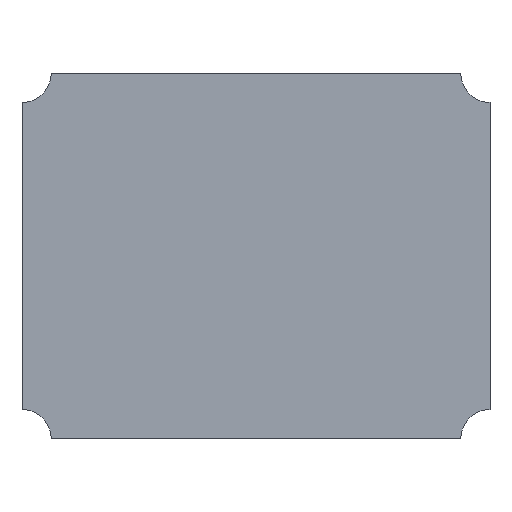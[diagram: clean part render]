
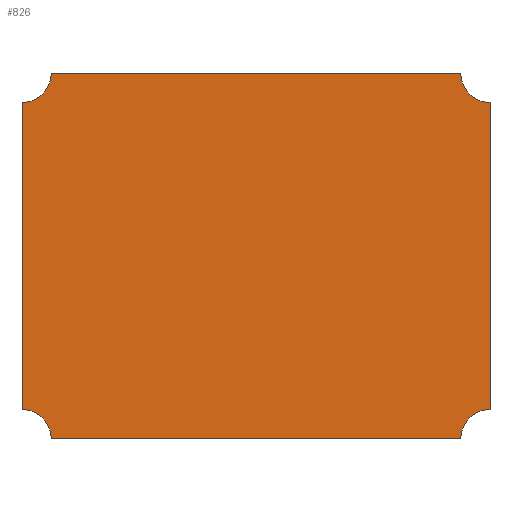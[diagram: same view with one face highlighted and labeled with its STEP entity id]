
A CAD part, front view. The second image highlights one B-rep face of the part: STEP entity #826.
In plain terms, the highlighted planar face has unit normal (0, -1, 0).
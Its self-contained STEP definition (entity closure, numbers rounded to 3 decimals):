
#39=CIRCLE('',#884,0.2);
#40=CIRCLE('',#887,0.2);
#41=CIRCLE('',#891,0.2);
#42=CIRCLE('',#894,0.2);
#96=FACE_OUTER_BOUND('',#150,.T.);
#150=EDGE_LOOP('',(#611,#612,#613,#614,#615,#616,#617,#618));
#206=LINE('',#1297,#282);
#209=LINE('',#1305,#285);
#212=LINE('',#1314,#288);
#214=LINE('',#1320,#290);
#282=VECTOR('',#1008,10.);
#285=VECTOR('',#1017,10.);
#288=VECTOR('',#1028,10.);
#290=VECTOR('',#1036,10.);
#363=VERTEX_POINT('',#1289);
#364=VERTEX_POINT('',#1291);
#365=VERTEX_POINT('',#1295);
#366=VERTEX_POINT('',#1299);
#367=VERTEX_POINT('',#1303);
#368=VERTEX_POINT('',#1308);
#369=VERTEX_POINT('',#1312);
#370=VERTEX_POINT('',#1316);
#444=EDGE_CURVE('',#364,#363,#39,.T.);
#447=EDGE_CURVE('',#365,#363,#206,.T.);
#449=EDGE_CURVE('',#365,#366,#40,.T.);
#451=EDGE_CURVE('',#367,#366,#209,.T.);
#453=EDGE_CURVE('',#367,#368,#41,.T.);
#455=EDGE_CURVE('',#369,#368,#212,.T.);
#457=EDGE_CURVE('',#369,#370,#42,.T.);
#458=EDGE_CURVE('',#364,#370,#214,.T.);
#611=ORIENTED_EDGE('',*,*,#458,.F.);
#612=ORIENTED_EDGE('',*,*,#444,.T.);
#613=ORIENTED_EDGE('',*,*,#447,.F.);
#614=ORIENTED_EDGE('',*,*,#449,.T.);
#615=ORIENTED_EDGE('',*,*,#451,.F.);
#616=ORIENTED_EDGE('',*,*,#453,.T.);
#617=ORIENTED_EDGE('',*,*,#455,.F.);
#618=ORIENTED_EDGE('',*,*,#457,.T.);
#788=PLANE('',#896);
#826=ADVANCED_FACE('',(#96),#788,.F.);
#884=AXIS2_PLACEMENT_3D('',#1292,#1002,#1003);
#887=AXIS2_PLACEMENT_3D('',#1301,#1012,#1013);
#891=AXIS2_PLACEMENT_3D('',#1310,#1023,#1024);
#894=AXIS2_PLACEMENT_3D('',#1318,#1032,#1033);
#896=AXIS2_PLACEMENT_3D('',#1321,#1037,#1038);
#1002=DIRECTION('center_axis',(0.,1.,0.));
#1003=DIRECTION('ref_axis',(1.,0.,0.));
#1008=DIRECTION('',(0.,0.,1.));
#1012=DIRECTION('center_axis',(0.,1.,0.));
#1013=DIRECTION('ref_axis',(0.,0.,1.));
#1017=DIRECTION('',(-1.,0.,0.));
#1023=DIRECTION('center_axis',(0.,1.,0.));
#1024=DIRECTION('ref_axis',(-1.,0.,0.));
#1028=DIRECTION('',(0.,0.,-1.));
#1032=DIRECTION('center_axis',(0.,1.,0.));
#1033=DIRECTION('ref_axis',(0.,0.,-1.));
#1036=DIRECTION('',(1.,0.,0.));
#1037=DIRECTION('center_axis',(0.,1.,0.));
#1038=DIRECTION('ref_axis',(1.,0.,0.));
#1289=CARTESIAN_POINT('',(-1.6,0.,1.05));
#1291=CARTESIAN_POINT('',(-1.4,0.,1.25));
#1292=CARTESIAN_POINT('Origin',(-1.6,0.,1.25));
#1295=CARTESIAN_POINT('',(-1.6,0.,-1.05));
#1297=CARTESIAN_POINT('',(-1.6,0.,-1.25));
#1299=CARTESIAN_POINT('',(-1.4,0.,-1.25));
#1301=CARTESIAN_POINT('Origin',(-1.6,0.,-1.25));
#1303=CARTESIAN_POINT('',(1.4,0.,-1.25));
#1305=CARTESIAN_POINT('',(1.6,0.,-1.25));
#1308=CARTESIAN_POINT('',(1.6,0.,-1.05));
#1310=CARTESIAN_POINT('Origin',(1.6,0.,-1.25));
#1312=CARTESIAN_POINT('',(1.6,0.,1.05));
#1314=CARTESIAN_POINT('',(1.6,0.,1.25));
#1316=CARTESIAN_POINT('',(1.4,0.,1.25));
#1318=CARTESIAN_POINT('Origin',(1.6,0.,1.25));
#1320=CARTESIAN_POINT('',(-1.6,0.,1.25));
#1321=CARTESIAN_POINT('Origin',(0.,0.,0.));
